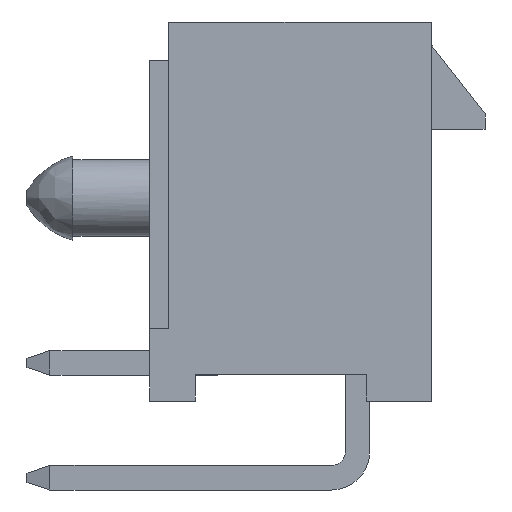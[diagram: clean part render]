
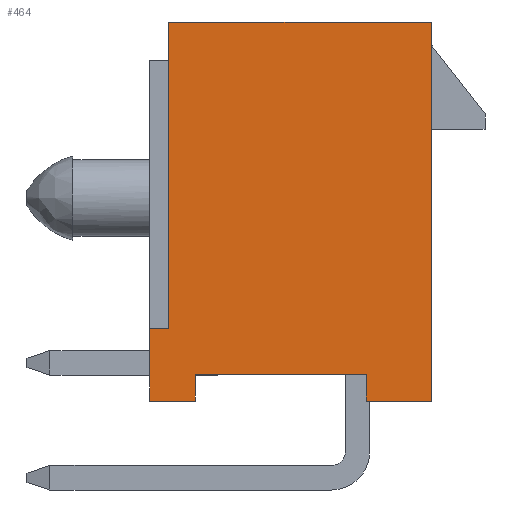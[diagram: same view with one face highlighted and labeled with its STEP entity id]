
A CAD part, left-side view. The second image highlights one B-rep face of the part: STEP entity #464.
In plain terms, the highlighted planar face has unit normal (-1, 0, 0).
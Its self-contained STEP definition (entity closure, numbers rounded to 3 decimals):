
#464 = ADVANCED_FACE( '', ( #962 ), #963, .T. );
#962 = FACE_OUTER_BOUND( '', #1516, .T. );
#963 = PLANE( '', #1517 );
#1516 = EDGE_LOOP( '', ( #2750, #2751, #2752, #2753, #2754, #2755, #2756, #2757, #2758, #2759 ) );
#1517 = AXIS2_PLACEMENT_3D( '', #2760, #2761, #2762 );
#2750 = ORIENTED_EDGE( '', *, *, #3958, .F. );
#2751 = ORIENTED_EDGE( '', *, *, #4017, .T. );
#2752 = ORIENTED_EDGE( '', *, *, #4034, .T. );
#2753 = ORIENTED_EDGE( '', *, *, #3552, .T. );
#2754 = ORIENTED_EDGE( '', *, *, #3980, .T. );
#2755 = ORIENTED_EDGE( '', *, *, #4035, .T. );
#2756 = ORIENTED_EDGE( '', *, *, #4036, .T. );
#2757 = ORIENTED_EDGE( '', *, *, #4037, .F. );
#2758 = ORIENTED_EDGE( '', *, *, #4038, .T. );
#2759 = ORIENTED_EDGE( '', *, *, #3598, .T. );
#2760 = CARTESIAN_POINT( '', ( -3.35, 0., 0. ) );
#2761 = DIRECTION( '', ( -1., 0., 0. ) );
#2762 = DIRECTION( '', ( 0., 0., 1. ) );
#3552 = EDGE_CURVE( '', #4263, #4261, #4264, .T. );
#3598 = EDGE_CURVE( '', #4345, #4343, #4346, .T. );
#3958 = EDGE_CURVE( '', #4924, #4343, #4926, .T. );
#3980 = EDGE_CURVE( '', #4261, #4954, #4956, .T. );
#4017 = EDGE_CURVE( '', #4924, #5006, #5008, .T. );
#4034 = EDGE_CURVE( '', #5006, #4263, #5028, .T. );
#4035 = EDGE_CURVE( '', #4954, #5029, #5030, .T. );
#4036 = EDGE_CURVE( '', #5029, #5031, #5032, .T. );
#4037 = EDGE_CURVE( '', #5033, #5031, #5034, .T. );
#4038 = EDGE_CURVE( '', #5033, #4345, #5035, .T. );
#4261 = VERTEX_POINT( '', #5305 );
#4263 = VERTEX_POINT( '', #5308 );
#4264 = LINE( '', #5309, #5310 );
#4343 = VERTEX_POINT( '', #5423 );
#4345 = VERTEX_POINT( '', #5426 );
#4346 = LINE( '', #5427, #5428 );
#4924 = VERTEX_POINT( '', #6282 );
#4926 = LINE( '', #6285, #6286 );
#4954 = VERTEX_POINT( '', #6328 );
#4956 = LINE( '', #6331, #6332 );
#5006 = VERTEX_POINT( '', #6406 );
#5008 = LINE( '', #6409, #6410 );
#5028 = LINE( '', #6439, #6440 );
#5029 = VERTEX_POINT( '', #6441 );
#5030 = LINE( '', #6442, #6443 );
#5031 = VERTEX_POINT( '', #6444 );
#5032 = LINE( '', #6445, #6446 );
#5033 = VERTEX_POINT( '', #6447 );
#5034 = LINE( '', #6448, #6449 );
#5035 = LINE( '', #6450, #6451 );
#5305 = CARTESIAN_POINT( '', ( -3.35, -3.43, -4.95 ) );
#5308 = CARTESIAN_POINT( '', ( -3.35, -1.73, -4.95 ) );
#5309 = CARTESIAN_POINT( '', ( -3.35, 3.43, -4.95 ) );
#5310 = VECTOR( '', #6795, 1000. );
#5423 = CARTESIAN_POINT( '', ( -3.35, 2.73, -4.95 ) );
#5426 = CARTESIAN_POINT( '', ( -3.35, 3.93, -4.95 ) );
#5427 = CARTESIAN_POINT( '', ( -3.35, 3.43, -4.95 ) );
#5428 = VECTOR( '', #6837, 1000. );
#6282 = CARTESIAN_POINT( '', ( -3.35, 2.73, -4.25 ) );
#6285 = CARTESIAN_POINT( '', ( -3.35, 2.73, -3.95 ) );
#6286 = VECTOR( '', #7157, 1000. );
#6328 = CARTESIAN_POINT( '', ( -3.35, -3.43, 4.95 ) );
#6331 = CARTESIAN_POINT( '', ( -3.35, -3.43, -4.95 ) );
#6332 = VECTOR( '', #7173, 1000. );
#6406 = CARTESIAN_POINT( '', ( -3.35, -1.73, -4.25 ) );
#6409 = CARTESIAN_POINT( '', ( -3.35, 2.73, -4.25 ) );
#6410 = VECTOR( '', #7202, 1000. );
#6439 = CARTESIAN_POINT( '', ( -3.35, -1.73, -3.95 ) );
#6440 = VECTOR( '', #7215, 1000. );
#6441 = CARTESIAN_POINT( '', ( -3.35, 3.43, 4.95 ) );
#6442 = CARTESIAN_POINT( '', ( -3.35, -3.43, 4.95 ) );
#6443 = VECTOR( '', #7216, 1000. );
#6444 = CARTESIAN_POINT( '', ( -3.35, 3.43, -3.05 ) );
#6445 = CARTESIAN_POINT( '', ( -3.35, 3.43, 4.95 ) );
#6446 = VECTOR( '', #7217, 1000. );
#6447 = CARTESIAN_POINT( '', ( -3.35, 3.93, -3.05 ) );
#6448 = CARTESIAN_POINT( '', ( -3.35, 3.93, -3.05 ) );
#6449 = VECTOR( '', #7218, 1000. );
#6450 = CARTESIAN_POINT( '', ( -3.35, 3.93, -3.05 ) );
#6451 = VECTOR( '', #7219, 1000. );
#6795 = DIRECTION( '', ( 0., -1., 0. ) );
#6837 = DIRECTION( '', ( 0., -1., 0. ) );
#7157 = DIRECTION( '', ( 0., 0., -1. ) );
#7173 = DIRECTION( '', ( 0., 0., 1. ) );
#7202 = DIRECTION( '', ( 0., -1., 0. ) );
#7215 = DIRECTION( '', ( 0., 0., -1. ) );
#7216 = DIRECTION( '', ( 0., 1., 0. ) );
#7217 = DIRECTION( '', ( 0., 0., -1. ) );
#7218 = DIRECTION( '', ( 0., -1., 0. ) );
#7219 = DIRECTION( '', ( 0., 0., -1. ) );
